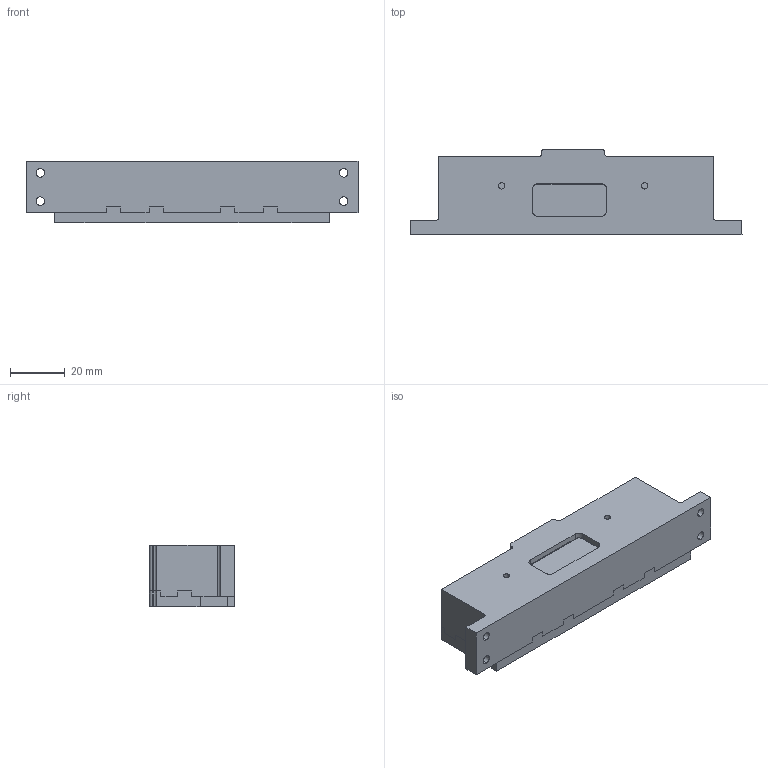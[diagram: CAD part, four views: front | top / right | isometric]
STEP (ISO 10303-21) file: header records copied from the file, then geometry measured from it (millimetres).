
FILE_DESCRIPTION(('FreeCAD Model'),'2;1');
FILE_NAME('Open CASCADE Shape Model','2025-04-30T11:09:58',('FreeCAD'),( 'FreeCAD'),'Open CASCADE STEP processor 7.6','FreeCAD','Unknown');
FILE_SCHEMA(('AUTOMOTIVE_DESIGN { 1 0 10303 214 1 1 1 1 }'));
Products named in the file (1): Open CASCADE STEP translator 7.6 1
Bounding box: 121.65 x 31.21 x 22.44 mm (x, y, z)
Volume: 28269.3 mm3; surface area: 34083.6 mm2
Topology: 283 solids, 291 shells, 9036 faces, 23181 edges, 14841 vertices
Faces by surface type: bspline 9036
Entity records: 328295 total; most frequent: CARTESIAN_POINT 189162, ORIENTED_EDGE 45874, EDGE_CURVE 22937, B_SPLINE_CURVE_WITH_KNOTS 19631, VERTEX_POINT 14841, FACE_BOUND 9544, EDGE_LOOP 9544, ADVANCED_FACE 9036
